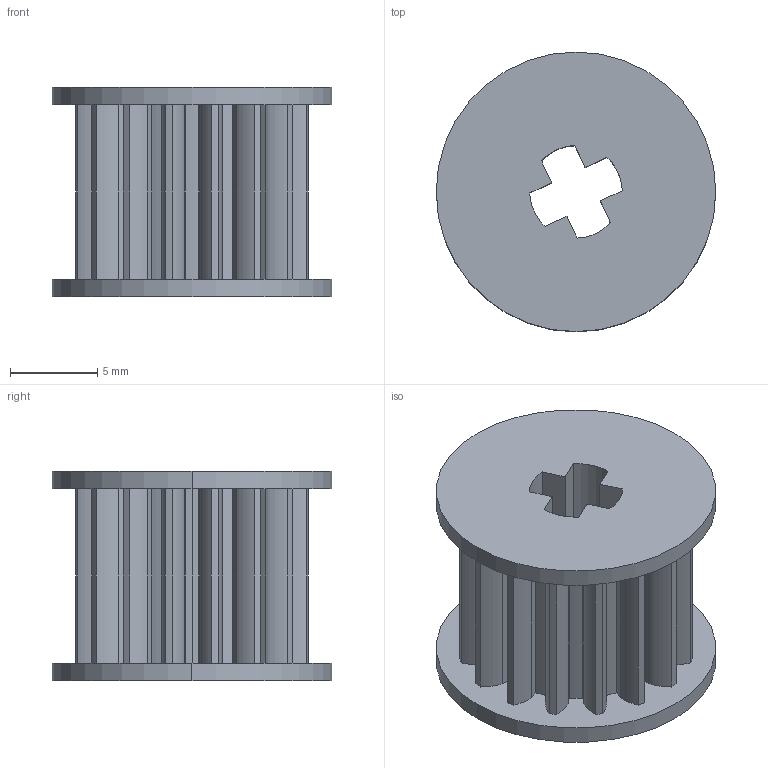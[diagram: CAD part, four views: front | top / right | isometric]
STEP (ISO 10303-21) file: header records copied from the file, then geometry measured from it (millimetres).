
FILE_DESCRIPTION (( 'STEP AP203' ), '1' );
FILE_NAME ('Servo Pinion.STEP', '2023-07-20T16:53:54', ( '' ), ( '' ), 'SwSTEP 2.0', 'SolidWorks 2023', '' );
FILE_SCHEMA (( 'CONFIG_CONTROL_DESIGN' ));
Length unit declared in the file: millimetre
Products named in the file (1): Servo Pinion
Bounding box: 16 x 16 x 12 mm (x, y, z)
Volume: 1292.4 mm3; surface area: 1665.8 mm2
Topology: 1 solids, 1 shells, 117 faces, 339 edges, 226 vertices
Faces by surface type: plane 44, cylinder 41, bspline 32
Entity records: 4896 total; most frequent: CARTESIAN_POINT 1867, ORIENTED_EDGE 678, DIRECTION 529, EDGE_CURVE 339, VERTEX_POINT 226, VECTOR 193, LINE 193, AXIS2_PLACEMENT_3D 168
